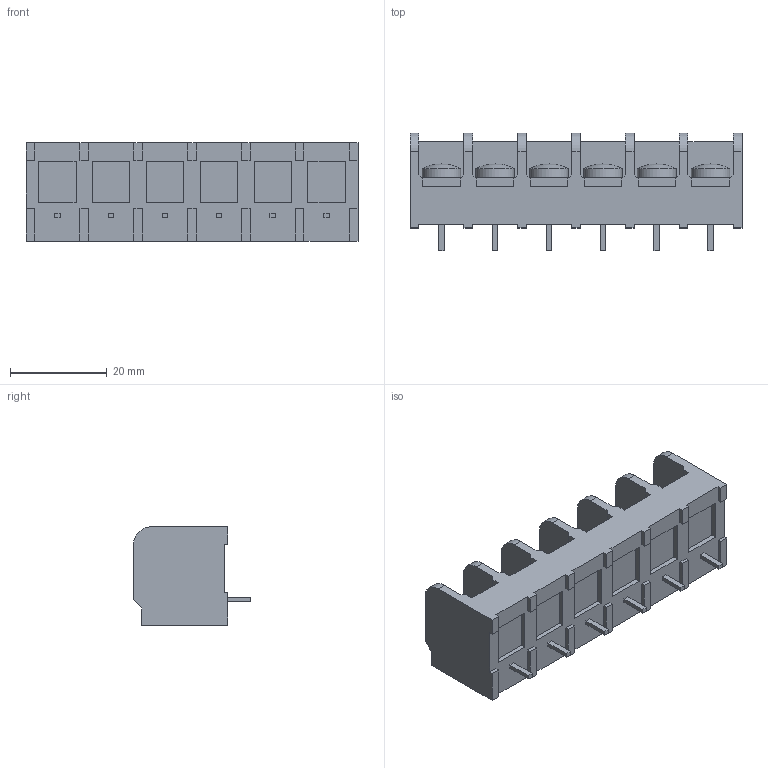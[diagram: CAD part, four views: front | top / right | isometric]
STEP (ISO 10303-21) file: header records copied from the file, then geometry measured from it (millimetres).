
FILE_DESCRIPTION(('STEP AP214'),'1');
FILE_NAME('8pcv-06-006.stp','2017-08-22T10:39:28',('TraceParts'),('TraceParts S.A.'),'Spatial InterOp 3D',' ',' ');
FILE_SCHEMA(('automotive_design'));
Length unit declared in the file: millimetre
Products named in the file (1): 8pcv-06-006
Bounding box: 68.53 x 24.26 x 20.32 mm (x, y, z)
Volume: 16554.5 mm3; surface area: 10568 mm2
Topology: 1 solids, 1 shells, 562 faces, 1569 edges, 1032 vertices
Faces by surface type: plane 481, cylinder 69, sphere 12
Entity records: 17702 total; most frequent: CARTESIAN_POINT 3152, ORIENTED_EDGE 3114, DIRECTION 2833, EDGE_CURVE 1557, LINE 1407, VECTOR 1407, VERTEX_POINT 1032, AXIS2_PLACEMENT_3D 713
